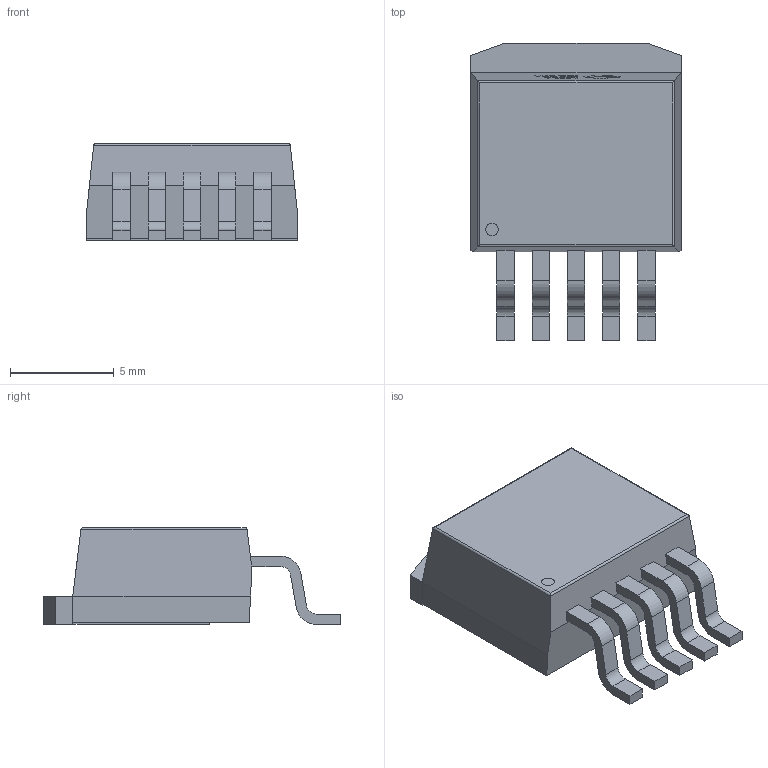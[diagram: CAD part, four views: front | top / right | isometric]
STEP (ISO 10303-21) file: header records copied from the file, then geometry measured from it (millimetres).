
FILE_DESCRIPTION (( 'STEP AP214' ), '1' );
FILE_NAME ('TO-263-5_L10.2-W8.6-P1.70-LS14.4-BR.step', '2022-08-01T13:07:10', ( '' ), ( '' ), 'SwSTEP 2.0', 'SolidWorks 2020', '' );
FILE_SCHEMA (( 'AUTOMOTIVE_DESIGN' ));
Length unit declared in the file: millimetre
Products named in the file (1): TO-263-5_L10.2-W8.6-P1.70-LS14.4-BR
Bounding box: 10.16 x 14.35 x 4.67 mm (x, y, z)
Volume: 416.8 mm3; surface area: 445.6 mm2
Topology: 1 solids, 1 shells, 319 faces, 872 edges, 580 vertices
Faces by surface type: plane 195, bspline 98, cylinder 26
Entity records: 14073 total; most frequent: CARTESIAN_POINT 3102, ORIENTED_EDGE 1744, DIRECTION 1152, EDGE_CURVE 872, VECTOR 620, LINE 620, VERTEX_POINT 580, EDGE_LOOP 344
